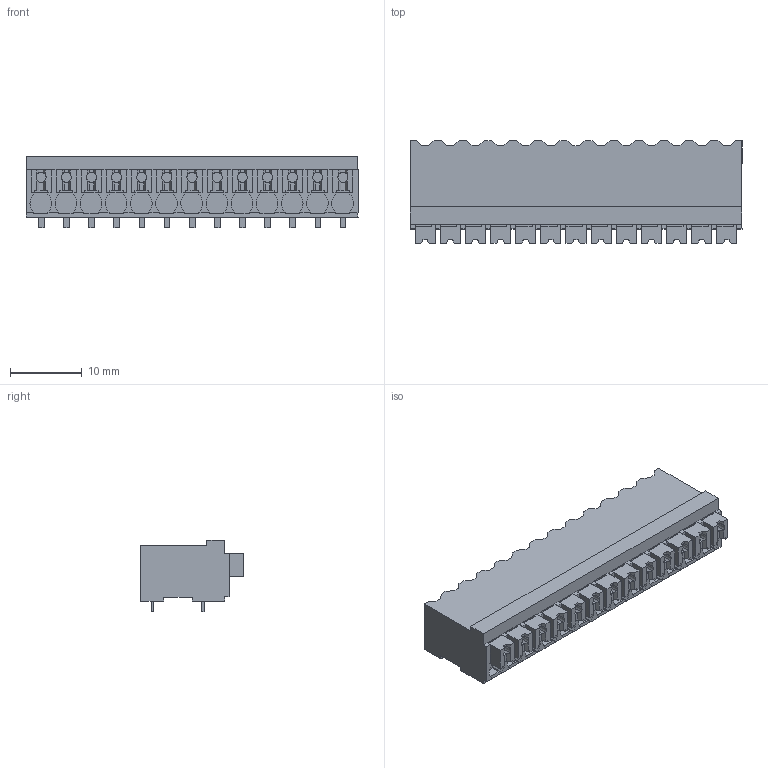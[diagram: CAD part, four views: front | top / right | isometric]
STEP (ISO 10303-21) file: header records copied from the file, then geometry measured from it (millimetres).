
FILE_DESCRIPTION(('CATIA V5 STEP Exchange','CAx-IF Rec.Pracs.--- Model Styling and Organization---1.2---2011-12-15'),'2;1');
FILE_NAME ('D1457959_0', '2018-03-15T04:34:57+00:00', ('none'), ('Weidmueller'), 'CATIA Version 5-6 Release 2014', 'CATIA V5 STEP AP214', 'none');
FILE_SCHEMA(('AUTOMOTIVE_DESIGN { 1 0 10303 214 1 1 1 1 }'));
Length unit declared in the file: millimetre
Products named in the file (1): 1871080000
Bounding box: 46.2 x 14.3 x 10 mm (x, y, z)
Volume: 3919.4 mm3; surface area: 3761.1 mm2
Topology: 40 solids, 40 shells, 1004 faces, 2827 edges, 1890 vertices
Faces by surface type: plane 848, cylinder 156
Entity records: 29418 total; most frequent: CARTESIAN_POINT 5664, ORIENTED_EDGE 5654, DIRECTION 3679, EDGE_CURVE 2827, VECTOR 2502, LINE 2502, VERTEX_POINT 1890, EDGE_LOOP 1017
